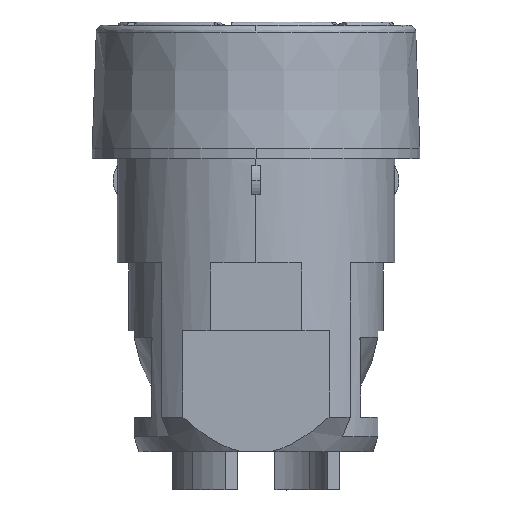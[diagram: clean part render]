
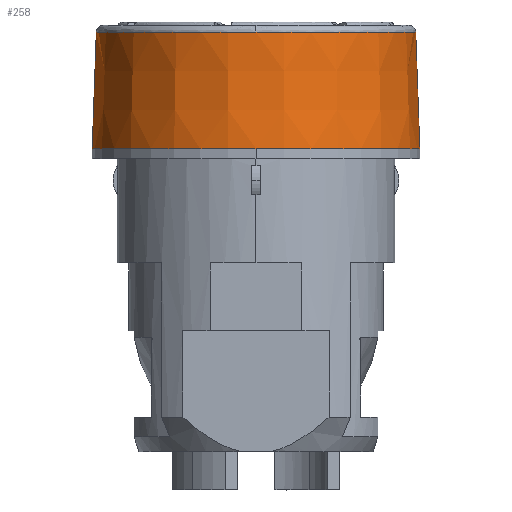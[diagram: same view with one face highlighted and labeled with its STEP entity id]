
A CAD part, front view. The second image highlights one B-rep face of the part: STEP entity #258.
In plain terms, the highlighted conical face has half-angle 2 degrees and reference radius 9.45 mm.
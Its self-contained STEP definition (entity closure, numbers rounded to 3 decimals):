
#258=ADVANCED_FACE('NONE',(#659),#660,.T.);
#659=FACE_OUTER_BOUND('',#1231,.T.);
#660=CONICAL_SURFACE('',#1232,9.45,0.035);
#1231=EDGE_LOOP('',(#2357,#2358,#2359,#2360,#2361,#2362));
#1232=AXIS2_PLACEMENT_3D('',#2363,#2364,#2365);
#2357=ORIENTED_EDGE('',*,*,#3911,.T.);
#2358=ORIENTED_EDGE('',*,*,#3750,.T.);
#2359=ORIENTED_EDGE('',*,*,#3912,.T.);
#2360=ORIENTED_EDGE('',*,*,#3913,.F.);
#2361=ORIENTED_EDGE('',*,*,#3905,.F.);
#2362=ORIENTED_EDGE('',*,*,#3914,.F.);
#2363=CARTESIAN_POINT('',(9.45,9.45,19.7));
#2364=DIRECTION('',(0.,0.,-1.0));
#2365=DIRECTION('',(1.0,0.0,0.));
#3750=EDGE_CURVE('NONE',#4472,#4470,#4473,.T.);
#3905=EDGE_CURVE('NONE',#4754,#4755,#4756,.T.);
#3911=EDGE_CURVE('NONE',#4765,#4472,#4766,.T.);
#3912=EDGE_CURVE('NONE',#4470,#4767,#4768,.T.);
#3913=EDGE_CURVE('NONE',#4755,#4767,#4769,.T.);
#3914=EDGE_CURVE('NONE',#4765,#4754,#4770,.T.);
#4470=VERTEX_POINT('NONE',#5595);
#4472=VERTEX_POINT('NONE',#5597);
#4473=CIRCLE('',#5598,9.216);
#4754=VERTEX_POINT('NONE',#6054);
#4755=VERTEX_POINT('NONE',#6055);
#4756=CIRCLE('',#6056,9.45);
#4765=VERTEX_POINT('NONE',#6067);
#4766=CIRCLE('',#6068,9.216);
#4767=VERTEX_POINT('NONE',#6069);
#4768=LINE('',#6070,#6071);
#4769=CIRCLE('',#6072,9.45);
#4770=LINE('',#6073,#6074);
#5595=CARTESIAN_POINT('',(0.234,9.45,26.414));
#5597=CARTESIAN_POINT('',(9.45,0.234,26.414));
#5598=AXIS2_PLACEMENT_3D('',#7222,#7223,#7224);
#6054=CARTESIAN_POINT('',(18.9,9.45,19.7));
#6055=CARTESIAN_POINT('',(9.45,0.,19.7));
#6056=AXIS2_PLACEMENT_3D('',#7443,#7444,#7445);
#6067=CARTESIAN_POINT('',(18.666,9.45,26.414));
#6068=AXIS2_PLACEMENT_3D('',#7454,#7455,#7456);
#6069=CARTESIAN_POINT('',(0.,9.45,19.7));
#6070=CARTESIAN_POINT('',(0.,9.45,19.7));
#6071=VECTOR('',#7457,1000.0);
#6072=AXIS2_PLACEMENT_3D('',#7458,#7459,#7460);
#6073=CARTESIAN_POINT('',(18.9,9.45,19.7));
#6074=VECTOR('',#7461,1000.0);
#7222=CARTESIAN_POINT('',(9.45,9.45,26.414));
#7223=DIRECTION('',(0.,0.0,-1.0));
#7224=DIRECTION('',(-1.0,-0.0,0.));
#7443=CARTESIAN_POINT('',(9.45,9.45,19.7));
#7444=DIRECTION('',(0.,0.,-1.0));
#7445=DIRECTION('',(1.0,0.0,0.));
#7454=CARTESIAN_POINT('',(9.45,9.45,26.414));
#7455=DIRECTION('',(0.,0.0,-1.0));
#7456=DIRECTION('',(-1.0,-0.0,0.));
#7457=DIRECTION('',(-0.035,0.,-0.999));
#7458=CARTESIAN_POINT('',(9.45,9.45,19.7));
#7459=DIRECTION('',(0.,0.,-1.0));
#7460=DIRECTION('',(1.0,0.0,0.));
#7461=DIRECTION('',(0.035,0.,-0.999));
